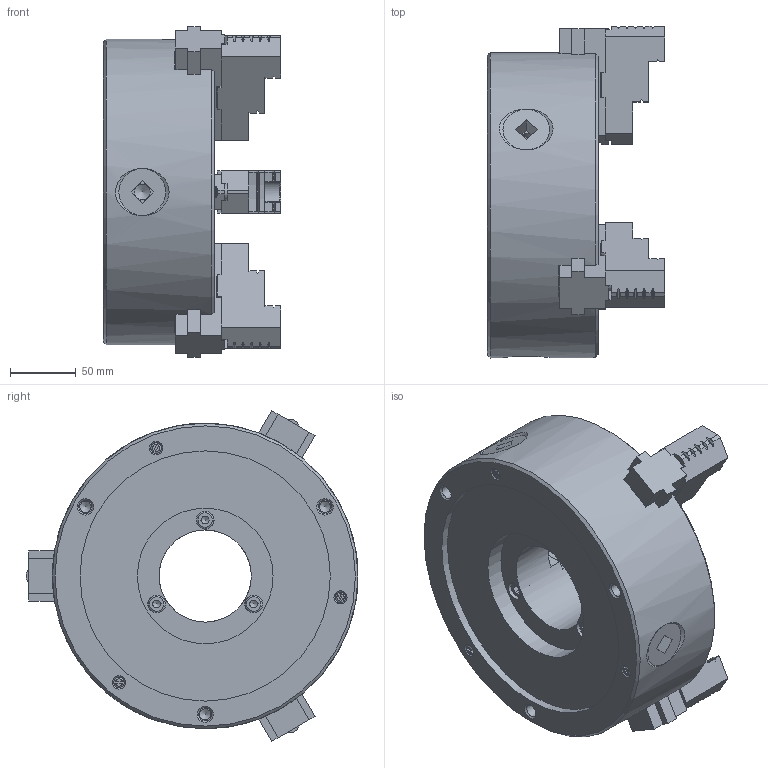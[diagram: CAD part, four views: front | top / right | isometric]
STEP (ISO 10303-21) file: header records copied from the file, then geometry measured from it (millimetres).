
FILE_DESCRIPTION( ( 'Unknown' ), '1' );
FILE_NAME( '61S209920_JN09T_External gripping.stp', 'Unknown', ( 'Unknown' ), ( 'Unknown' ), 'PSStep 16.0.42', 'Unknown', ' ' );
FILE_SCHEMA( ( 'AUTOMOTIVE_DESIGN { 1 0 10303 214 1 1 1 1 }' ) );
Length unit declared in the file: millimetre
Products named in the file (1): 1
Bounding box: 134.5 x 252.03 x 251.09 mm (x, y, z)
Volume: 3236080.5 mm3; surface area: 272202.8 mm2
Topology: 1 solids, 13 shells, 881 faces, 2354 edges, 1496 vertices
Faces by surface type: plane 591, cylinder 196, cone 91, sphere 2, torus 1
Full cylindrical faces by diameter (mm): 1.9 x1, 5.5 x3, 6.8 x3, 8 x3, 8.5 x3, 9 x3, 10 x3, 10.2 x6, 12 x15, 13 x9, 13.5 x3, 15 x1, 18 x6, 19 x6, 70 x1, 103 x1, 190 x1, 232 x1
Entity records: 33504 total; most frequent: CARTESIAN_POINT 5101, DIRECTION 4406, ORIENTED_EDGE 4300, EDGE_CURVE 2150, AXIS2_PLACEMENT_3D 1480, VERTEX_POINT 1449, LINE 1446, VECTOR 1446
